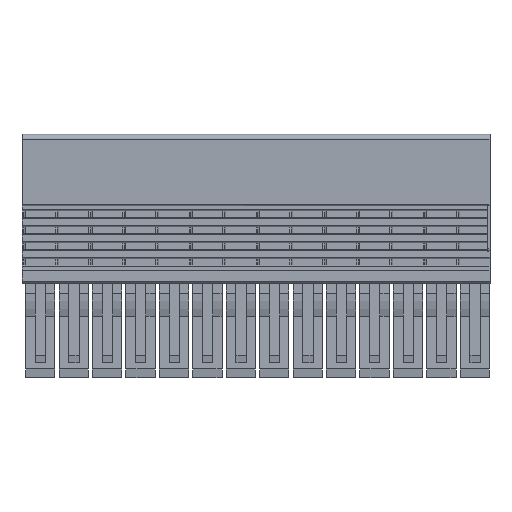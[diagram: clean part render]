
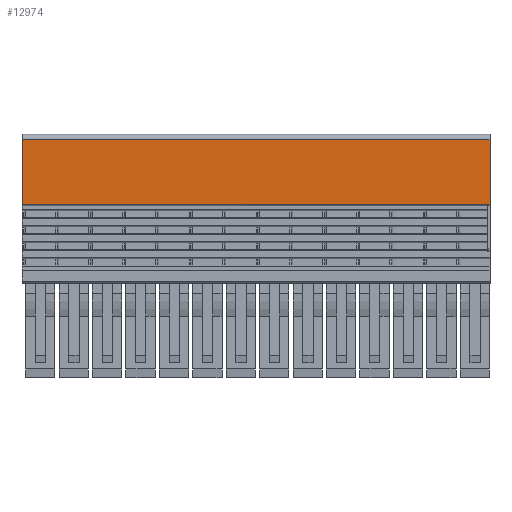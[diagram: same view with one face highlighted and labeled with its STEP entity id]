
A CAD part, front view. The second image highlights one B-rep face of the part: STEP entity #12974.
In plain terms, the highlighted planar face has unit normal (0, -1, -0.027).
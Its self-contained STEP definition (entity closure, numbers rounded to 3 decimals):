
#12961=AXIS2_PLACEMENT_3D('Plane Axis2P3D',#12958,#12959,#12960) ;
#2022=CARTESIAN_POINT('Vertex',(91.,0.,46.286)) ;
#2025=CARTESIAN_POINT('Line Origine',(91.,0.171,39.955)) ;
#2029=CARTESIAN_POINT('Vertex',(91.,0.342,33.625)) ;
#2233=CARTESIAN_POINT('Vertex',(0.,0.342,33.625)) ;
#2236=CARTESIAN_POINT('Line Origine',(0.,0.171,39.955)) ;
#2240=CARTESIAN_POINT('Vertex',(0.,0.,46.286)) ;
#12946=CARTESIAN_POINT('Line Origine',(91.,0.,46.286)) ;
#12958=CARTESIAN_POINT('Axis2P3D Location',(91.,0.,46.286)) ;
#12963=CARTESIAN_POINT('Line Origine',(45.5,0.342,33.625)) ;
#2026=DIRECTION('Vector Direction',(0.,0.027,-1.)) ;
#2237=DIRECTION('Vector Direction',(0.,0.027,-1.)) ;
#12947=DIRECTION('Vector Direction',(1.,0.,0.)) ;
#12959=DIRECTION('Axis2P3D Direction',(-0.,1.,0.027)) ;
#12960=DIRECTION('Axis2P3D XDirection',(0.,-0.027,1.)) ;
#12964=DIRECTION('Vector Direction',(-1.,0.,0.)) ;
#2027=VECTOR('Line Direction',#2026,1.) ;
#2238=VECTOR('Line Direction',#2237,1.) ;
#12948=VECTOR('Line Direction',#12947,1.) ;
#12965=VECTOR('Line Direction',#12964,1.) ;
#12969=ORIENTED_EDGE('',*,*,#2242,.T.) ;
#12970=ORIENTED_EDGE('',*,*,#12967,.F.) ;
#12971=ORIENTED_EDGE('',*,*,#2031,.F.) ;
#12972=ORIENTED_EDGE('',*,*,#12950,.T.) ;
#12974=ADVANCED_FACE('V1',(#12973),#12962,.F.) ;
#2031=EDGE_CURVE('',#2023,#2030,#2028,.T.) ;
#2242=EDGE_CURVE('',#2241,#2234,#2239,.T.) ;
#12950=EDGE_CURVE('',#2023,#2241,#12949,.F.) ;
#12967=EDGE_CURVE('',#2030,#2234,#12966,.T.) ;
#12968=EDGE_LOOP('',(#12969,#12970,#12971,#12972)) ;
#12973=FACE_OUTER_BOUND('',#12968,.T.) ;
#2028=LINE('Line',#2025,#2027) ;
#2239=LINE('Line',#2236,#2238) ;
#12949=LINE('Line',#12946,#12948) ;
#12966=LINE('Line',#12963,#12965) ;
#12962=PLANE('',#12961) ;
#2023=VERTEX_POINT('',#2022) ;
#2030=VERTEX_POINT('',#2029) ;
#2234=VERTEX_POINT('',#2233) ;
#2241=VERTEX_POINT('',#2240) ;
